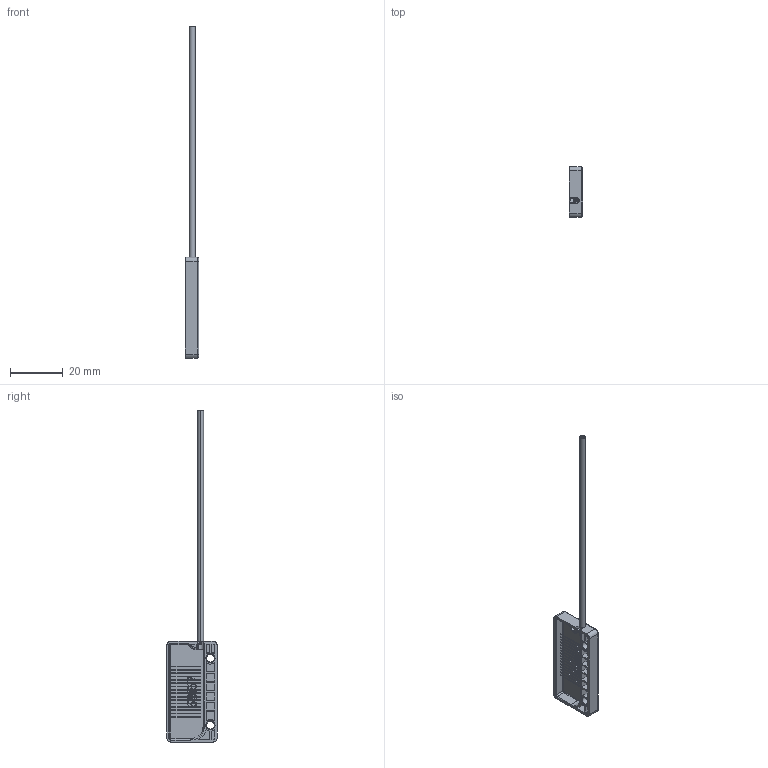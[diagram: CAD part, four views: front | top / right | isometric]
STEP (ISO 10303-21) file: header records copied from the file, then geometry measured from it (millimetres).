
FILE_DESCRIPTION((''),'2;1');
FILE_NAME('161920_ASM','2016-02-01T',('pdmadmin'),(''),'PRO/ENGINEER BY PARAMETRIC TECHNOLOGY CORPORATION, 2013230','PRO/ENGINEER BY PARAMETRIC TECHNOLOGY CORPORATION, 2013230','');
FILE_SCHEMA(('CONFIG_CONTROL_DESIGN'));
Products named in the file (4): 58157_AF3; 10143; FIBER_CORE_010_0-25; 161920_ASM
Assembly tree (18 placements, depth 2):
  161920_ASM
    58157_AF3
    10143
    FIBER_CORE_010_0-25  x16
Bounding box: 5 x 19.05 x 125.76 mm (x, y, z)
Volume: 1718.9 mm3; surface area: 5027.2 mm2
Topology: 25 solids, 25 shells, 490 faces, 1202 edges, 787 vertices
Faces by surface type: plane 321, cylinder 146, torus 13, cone 8, sphere 1, bspline 1
Entity records: 13383 total; most frequent: CARTESIAN_POINT 2427, DIRECTION 2234, ORIENTED_EDGE 2224, EDGE_CURVE 1112, VECTOR 822, LINE 822, VERTEX_POINT 727, AXIS2_PLACEMENT_3D 706
